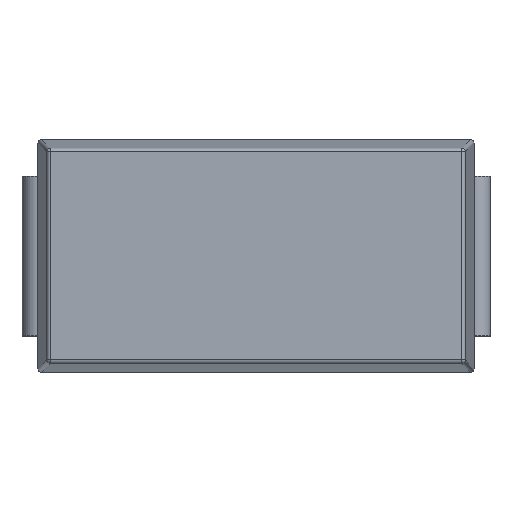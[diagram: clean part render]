
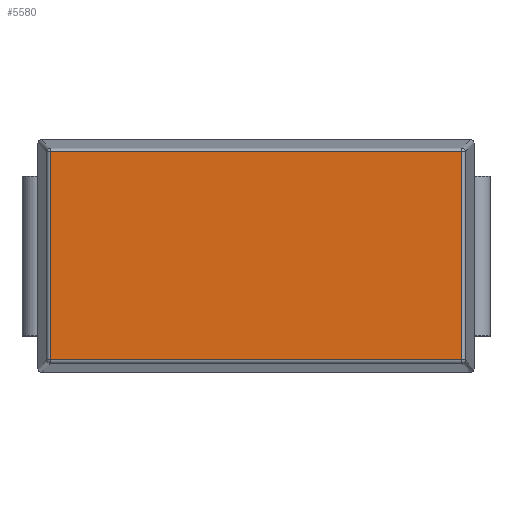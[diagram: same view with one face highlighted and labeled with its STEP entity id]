
A CAD part, top view. The second image highlights one B-rep face of the part: STEP entity #5580.
In plain terms, the highlighted planar face has unit normal (0, 0, 1).
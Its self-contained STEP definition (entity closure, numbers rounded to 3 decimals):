
#3566 = CYLINDRICAL_SURFACE('',#3567,0.05);
#3567 = AXIS2_PLACEMENT_3D('',#3568,#3569,#3570);
#3568 = CARTESIAN_POINT('',(0.123,3.031,2.5));
#3569 = DIRECTION('',(1.,0.,0.));
#3570 = DIRECTION('',(-0.,0.995,0.105));
#4860 = VERTEX_POINT('',#4861);
#4861 = CARTESIAN_POINT('',(0.169,3.031,2.55));
#4883 = EDGE_CURVE('',#4860,#4884,#4886,.T.);
#4884 = VERTEX_POINT('',#4885);
#4885 = CARTESIAN_POINT('',(5.831,3.031,2.55));
#4886 = SURFACE_CURVE('',#4887,(#4891,#4898),.PCURVE_S1.);
#4887 = LINE('',#4888,#4889);
#4888 = CARTESIAN_POINT('',(0.123,3.031,2.55));
#4889 = VECTOR('',#4890,1.);
#4890 = DIRECTION('',(1.,0.,0.));
#4891 = PCURVE('',#3566,#4892);
#4892 = DEFINITIONAL_REPRESENTATION('',(#4893),#4897);
#4893 = LINE('',#4894,#4895);
#4894 = CARTESIAN_POINT('',(1.466,0.));
#4895 = VECTOR('',#4896,1.);
#4896 = DIRECTION('',(0.,1.));
#4897 = ( GEOMETRIC_REPRESENTATION_CONTEXT(2) 
PARAMETRIC_REPRESENTATION_CONTEXT() REPRESENTATION_CONTEXT('2D SPACE',''
  ) );
#4898 = PCURVE('',#4899,#4904);
#4899 = PLANE('',#4900);
#4900 = AXIS2_PLACEMENT_3D('',#4901,#4902,#4903);
#4901 = CARTESIAN_POINT('',(0.,0.,2.55));
#4902 = DIRECTION('',(0.,0.,1.));
#4903 = DIRECTION('',(1.,0.,-0.));
#4904 = DEFINITIONAL_REPRESENTATION('',(#4905),#4909);
#4905 = LINE('',#4906,#4907);
#4906 = CARTESIAN_POINT('',(0.123,3.031));
#4907 = VECTOR('',#4908,1.);
#4908 = DIRECTION('',(1.,0.));
#4909 = ( GEOMETRIC_REPRESENTATION_CONTEXT(2) 
PARAMETRIC_REPRESENTATION_CONTEXT() REPRESENTATION_CONTEXT('2D SPACE',''
  ) );
#5344 = CYLINDRICAL_SURFACE('',#5345,0.05);
#5345 = AXIS2_PLACEMENT_3D('',#5346,#5347,#5348);
#5346 = CARTESIAN_POINT('',(5.831,0.123,2.5));
#5347 = DIRECTION('',(0.,1.,-0.));
#5348 = DIRECTION('',(0.,0.,1.));
#5541 = CYLINDRICAL_SURFACE('',#5542,0.05);
#5542 = AXIS2_PLACEMENT_3D('',#5543,#5544,#5545);
#5543 = CARTESIAN_POINT('',(0.169,0.123,2.5));
#5544 = DIRECTION('',(0.,1.,-0.));
#5545 = DIRECTION('',(-0.995,0.,0.105));
#5580 = ADVANCED_FACE('',(#5581),#4899,.T.);
#5581 = FACE_BOUND('',#5582,.T.);
#5582 = EDGE_LOOP('',(#5583,#5606,#5634,#5655));
#5583 = ORIENTED_EDGE('',*,*,#5584,.F.);
#5584 = EDGE_CURVE('',#5585,#4860,#5587,.T.);
#5585 = VERTEX_POINT('',#5586);
#5586 = CARTESIAN_POINT('',(0.169,0.169,2.55));
#5587 = SURFACE_CURVE('',#5588,(#5592,#5599),.PCURVE_S1.);
#5588 = LINE('',#5589,#5590);
#5589 = CARTESIAN_POINT('',(0.169,0.123,2.55));
#5590 = VECTOR('',#5591,1.);
#5591 = DIRECTION('',(0.,1.,-0.));
#5592 = PCURVE('',#4899,#5593);
#5593 = DEFINITIONAL_REPRESENTATION('',(#5594),#5598);
#5594 = LINE('',#5595,#5596);
#5595 = CARTESIAN_POINT('',(0.169,0.123));
#5596 = VECTOR('',#5597,1.);
#5597 = DIRECTION('',(0.,1.));
#5598 = ( GEOMETRIC_REPRESENTATION_CONTEXT(2) 
PARAMETRIC_REPRESENTATION_CONTEXT() REPRESENTATION_CONTEXT('2D SPACE',''
  ) );
#5599 = PCURVE('',#5541,#5600);
#5600 = DEFINITIONAL_REPRESENTATION('',(#5601),#5605);
#5601 = LINE('',#5602,#5603);
#5602 = CARTESIAN_POINT('',(1.466,0.));
#5603 = VECTOR('',#5604,1.);
#5604 = DIRECTION('',(0.,1.));
#5605 = ( GEOMETRIC_REPRESENTATION_CONTEXT(2) 
PARAMETRIC_REPRESENTATION_CONTEXT() REPRESENTATION_CONTEXT('2D SPACE',''
  ) );
#5606 = ORIENTED_EDGE('',*,*,#5607,.T.);
#5607 = EDGE_CURVE('',#5585,#5608,#5610,.T.);
#5608 = VERTEX_POINT('',#5609);
#5609 = CARTESIAN_POINT('',(5.831,0.169,2.55));
#5610 = SURFACE_CURVE('',#5611,(#5615,#5622),.PCURVE_S1.);
#5611 = LINE('',#5612,#5613);
#5612 = CARTESIAN_POINT('',(0.123,0.169,2.55));
#5613 = VECTOR('',#5614,1.);
#5614 = DIRECTION('',(1.,-0.,0.));
#5615 = PCURVE('',#4899,#5616);
#5616 = DEFINITIONAL_REPRESENTATION('',(#5617),#5621);
#5617 = LINE('',#5618,#5619);
#5618 = CARTESIAN_POINT('',(0.123,0.169));
#5619 = VECTOR('',#5620,1.);
#5620 = DIRECTION('',(1.,0.));
#5621 = ( GEOMETRIC_REPRESENTATION_CONTEXT(2) 
PARAMETRIC_REPRESENTATION_CONTEXT() REPRESENTATION_CONTEXT('2D SPACE',''
  ) );
#5622 = PCURVE('',#5623,#5628);
#5623 = CYLINDRICAL_SURFACE('',#5624,0.05);
#5624 = AXIS2_PLACEMENT_3D('',#5625,#5626,#5627);
#5625 = CARTESIAN_POINT('',(0.123,0.169,2.5));
#5626 = DIRECTION('',(1.,-0.,0.));
#5627 = DIRECTION('',(-0.,-0.995,0.105));
#5628 = DEFINITIONAL_REPRESENTATION('',(#5629),#5633);
#5629 = LINE('',#5630,#5631);
#5630 = CARTESIAN_POINT('',(-1.466,0.));
#5631 = VECTOR('',#5632,1.);
#5632 = DIRECTION('',(-0.,1.));
#5633 = ( GEOMETRIC_REPRESENTATION_CONTEXT(2) 
PARAMETRIC_REPRESENTATION_CONTEXT() REPRESENTATION_CONTEXT('2D SPACE',''
  ) );
#5634 = ORIENTED_EDGE('',*,*,#5635,.T.);
#5635 = EDGE_CURVE('',#5608,#4884,#5636,.T.);
#5636 = SURFACE_CURVE('',#5637,(#5641,#5648),.PCURVE_S1.);
#5637 = LINE('',#5638,#5639);
#5638 = CARTESIAN_POINT('',(5.831,0.123,2.55));
#5639 = VECTOR('',#5640,1.);
#5640 = DIRECTION('',(0.,1.,-0.));
#5641 = PCURVE('',#4899,#5642);
#5642 = DEFINITIONAL_REPRESENTATION('',(#5643),#5647);
#5643 = LINE('',#5644,#5645);
#5644 = CARTESIAN_POINT('',(5.831,0.123));
#5645 = VECTOR('',#5646,1.);
#5646 = DIRECTION('',(0.,1.));
#5647 = ( GEOMETRIC_REPRESENTATION_CONTEXT(2) 
PARAMETRIC_REPRESENTATION_CONTEXT() REPRESENTATION_CONTEXT('2D SPACE',''
  ) );
#5648 = PCURVE('',#5344,#5649);
#5649 = DEFINITIONAL_REPRESENTATION('',(#5650),#5654);
#5650 = LINE('',#5651,#5652);
#5651 = CARTESIAN_POINT('',(0.,0.));
#5652 = VECTOR('',#5653,1.);
#5653 = DIRECTION('',(0.,1.));
#5654 = ( GEOMETRIC_REPRESENTATION_CONTEXT(2) 
PARAMETRIC_REPRESENTATION_CONTEXT() REPRESENTATION_CONTEXT('2D SPACE',''
  ) );
#5655 = ORIENTED_EDGE('',*,*,#4883,.F.);
